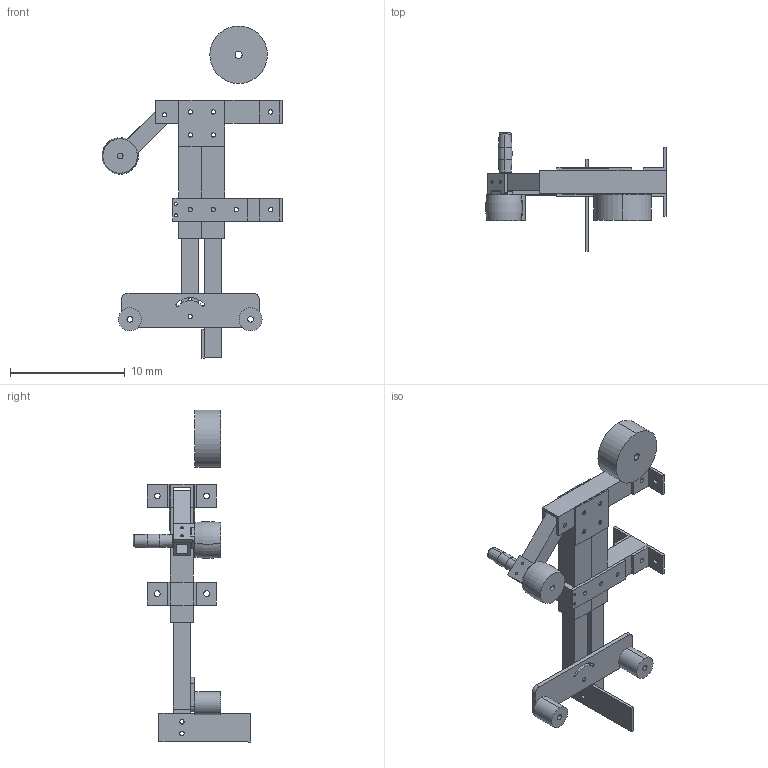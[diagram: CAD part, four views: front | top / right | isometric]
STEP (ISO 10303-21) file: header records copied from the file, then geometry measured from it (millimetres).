
FILE_DESCRIPTION (( 'STEP AP203' ), '1' );
FILE_NAME ('belt grinder Assy.STEP', '2017-07-05T14:20:31', ( '' ), ( '' ), 'SwSTEP 2.0', 'SolidWorks 2015', '' );
FILE_SCHEMA (( 'CONFIG_CONTROL_DESIGN' ));
Length unit declared in the file: millimetre
Products named in the file (19): guide; angle; hinge1; smaller tube; hinge2; paten; spring plate; 2in wheel; 4in tube; belt grinder Assy; guide wheel; 10in tube; handle; 10in tube vert; drive wheel; 2x6.5; 4x4; guide tube; 8in tube
Assembly tree (25 placements, depth 2):
  belt grinder Assy
    4in tube
    10in tube  x2
    10in tube vert
    4x4  x2
    2x6.5  x2
    8in tube
    angle  x4
    smaller tube
    paten
    2in wheel  x2
    guide wheel
    handle
    drive wheel
    guide tube
    guide
    hinge1
    hinge2
    spring plate
Bounding box: 15.69 x 10.25 x 28.88 mm (x, y, z)
Volume: 222.2 mm3; surface area: 1424.4 mm2
Topology: 25 solids, 25 shells, 356 faces, 916 edges, 608 vertices
Faces by surface type: plane 174, cylinder 170, torus 8, cone 4
Entity records: 10803 total; most frequent: DIRECTION 1570, CARTESIAN_POINT 1450, ORIENTED_EDGE 1388, EDGE_CURVE 694, AXIS2_PLACEMENT_3D 580, VERTEX_POINT 460, VECTOR 410, LINE 410
